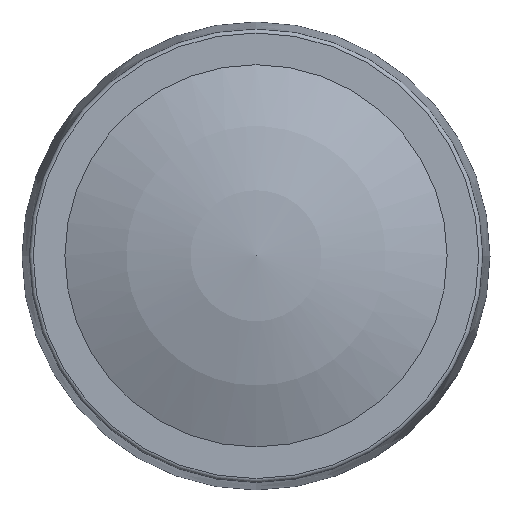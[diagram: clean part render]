
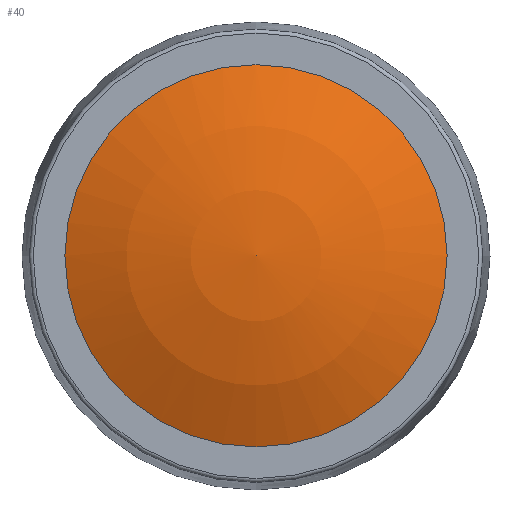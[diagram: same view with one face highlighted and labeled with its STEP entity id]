
A CAD part, top view. The second image highlights one B-rep face of the part: STEP entity #40.
In plain terms, the highlighted spherical face has radius 23.41 mm.
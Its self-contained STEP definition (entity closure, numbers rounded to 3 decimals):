
#40 = ADVANCED_FACE( '', ( #87 ), #88, .T. );
#87 = FACE_OUTER_BOUND( '', #149, .T. );
#88 = SPHERICAL_SURFACE( '', #150, 23.41 );
#149 = EDGE_LOOP( '', ( #207 ) );
#150 = AXIS2_PLACEMENT_3D( '', #208, #209, #210 );
#207 = ORIENTED_EDGE( '', *, *, #287, .T. );
#208 = CARTESIAN_POINT( '', ( 0., 0., -9.41 ) );
#209 = DIRECTION( '', ( 0., 0., 1. ) );
#210 = DIRECTION( '', ( 0., 1., 0. ) );
#287 = EDGE_CURVE( '', #317, #317, #318, .T. );
#317 = VERTEX_POINT( '', #357 );
#318 = CIRCLE( '', #358, 9.8 );
#357 = CARTESIAN_POINT( '', ( 9.8, 0., 11.85 ) );
#358 = AXIS2_PLACEMENT_3D( '', #397, #398, #399 );
#397 = CARTESIAN_POINT( '', ( 0., 0., 11.85 ) );
#398 = DIRECTION( '', ( 0., 0., 1. ) );
#399 = DIRECTION( '', ( 1., 0., 0. ) );
